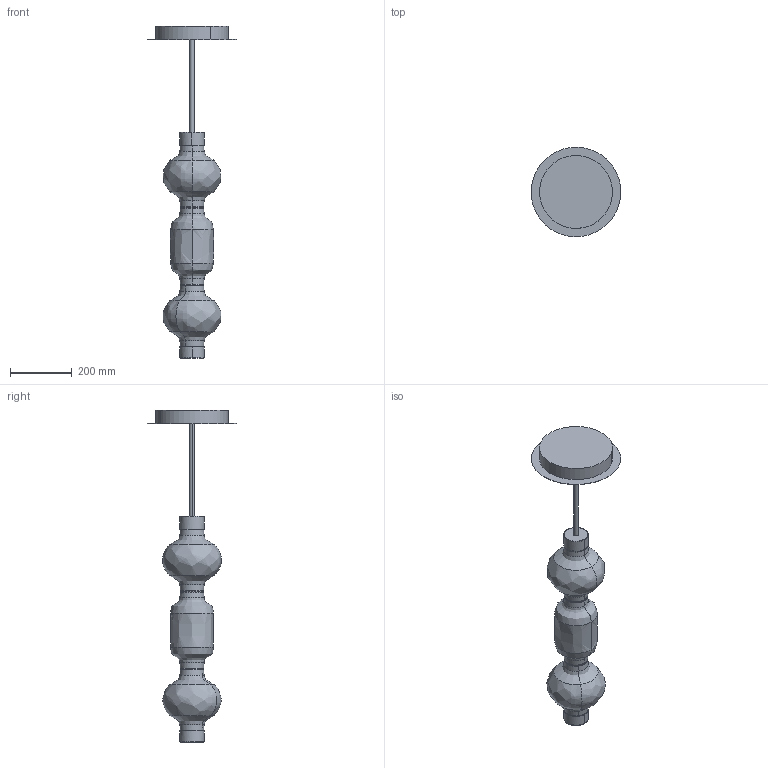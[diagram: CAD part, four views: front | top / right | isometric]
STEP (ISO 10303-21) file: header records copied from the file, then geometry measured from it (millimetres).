
FILE_DESCRIPTION(/* description */ (''),/* implementation_level */ '2;1');
FILE_NAME(/* name */ 'ALAMBICCO VERTICAL_3 vetri',/* time_stamp */ '2025-04-24T12:56:25+02:00',/* author */ (''),/* organization */ (''),/* preprocessor_version */ 'ST-DEVELOPER v16.5',/* originating_system */ 'Rhino 7.37',/* authorisation */ '');
FILE_SCHEMA (('AUTOMOTIVE_DESIGN'));
Length unit declared in the file: millimetre
Products named in the file (5): Document; Y202000619_--ALAMBICCO GUARNIZIONE VETRI; Y302000919_--ALAMBICCO VETRO 190; Y102019002_--ALAMBICCO COPERTURA; Y302000920_--ALAMBICCO VETRO 140
Assembly tree (8 placements, depth 2):
  Document
    Y202000619_--ALAMBICCO GUARNIZIONE VETRI  x4
    Y302000919_--ALAMBICCO VETRO 190  x2
    Y102019002_--ALAMBICCO COPERTURA
    Y302000920_--ALAMBICCO VETRO 140
Bounding box: 290 x 289.74 x 1074.35 mm (x, y, z)
Volume: 4251879.6 mm3; surface area: 1241323.7 mm2
Topology: 14 solids, 14 shells, 445 faces, 947 edges, 533 vertices
Faces by surface type: bspline 354, cylinder 52, plane 39
Entity records: 23652 total; most frequent: CARTESIAN_POINT 19419, ORIENTED_EDGE 1412, EDGE_CURVE 706, VERTEX_POINT 404, EDGE_LOOP 340, ADVANCED_FACE 325, FACE_OUTER_BOUND 325, B_SPLINE_CURVE_WITH_KNOTS 237
